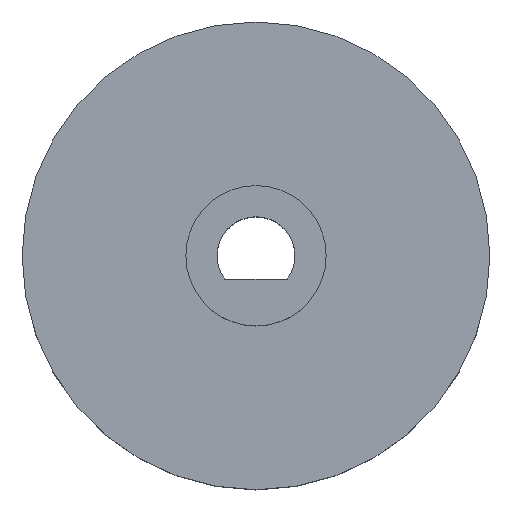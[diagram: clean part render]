
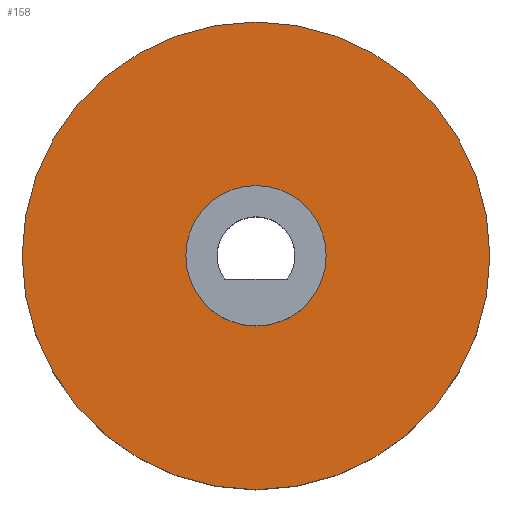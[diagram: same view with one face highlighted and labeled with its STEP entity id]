
A CAD part, top view. The second image highlights one B-rep face of the part: STEP entity #158.
In plain terms, the highlighted planar face has unit normal (0, 0, 1).
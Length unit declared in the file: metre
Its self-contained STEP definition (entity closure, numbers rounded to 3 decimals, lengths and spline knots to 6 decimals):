
#13=PLANE('',#189);
#38=ORIENTED_EDGE('',*,*,#68,.F.);
#39=ORIENTED_EDGE('',*,*,#66,.T.);
#66=EDGE_CURVE('',#80,#80,#92,.T.);
#68=EDGE_CURVE('',#82,#82,#94,.T.);
#80=VERTEX_POINT('',#277);
#82=VERTEX_POINT('',#282);
#92=CIRCLE('',#187,0.009525);
#94=CIRCLE('',#190,0.002858);
#106=EDGE_LOOP('',(#38));
#107=EDGE_LOOP('',(#39));
#130=FACE_BOUND('',#106,.T.);
#131=FACE_BOUND('',#107,.T.);
#158=ADVANCED_FACE('',(#130,#131),#13,.T.);
#187=AXIS2_PLACEMENT_3D('',#276,#225,#226);
#189=AXIS2_PLACEMENT_3D('',#280,#229,#230);
#190=AXIS2_PLACEMENT_3D('',#281,#231,#232);
#225=DIRECTION('',(0.,0.,1.));
#226=DIRECTION('',(1.,0.,0.));
#229=DIRECTION('',(0.,0.,1.));
#230=DIRECTION('',(1.,0.,0.));
#231=DIRECTION('',(0.,0.,1.));
#232=DIRECTION('',(1.,0.,0.));
#276=CARTESIAN_POINT('',(0.,0.,0.002405));
#277=CARTESIAN_POINT('',(0.009525,0.,0.002405));
#280=CARTESIAN_POINT('',(0.,0.,0.002405));
#281=CARTESIAN_POINT('',(0.,0.,0.002405));
#282=CARTESIAN_POINT('',(0.002858,0.,0.002405));
